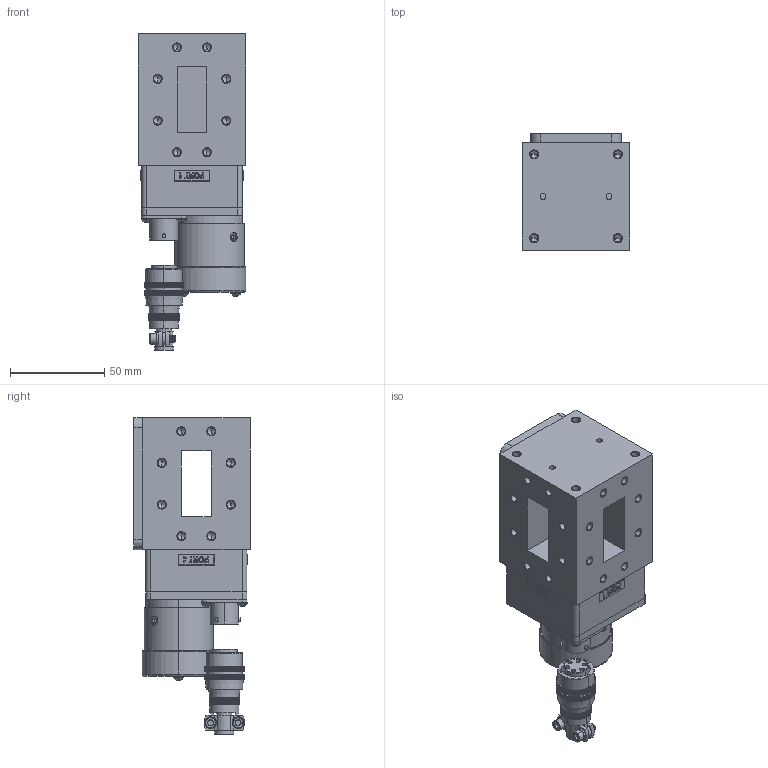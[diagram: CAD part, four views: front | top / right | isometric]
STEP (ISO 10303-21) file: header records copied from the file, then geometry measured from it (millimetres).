
FILE_DESCRIPTION (( 'STEP AP214' ), '1' );
FILE_NAME ('FMWGS6024_3D.step', '2024-02-15T23:36:40', ( '' ), ( '' ), 'SwSTEP 2.0', 'SolidWorks 2022', '' );
FILE_SCHEMA (( 'AUTOMOTIVE_DESIGN' ));
Products named in the file (1): FMWGS6024_3D
Bounding box: 57.15 x 61.72 x 167.75 mm (x, y, z)
Volume: 316435.7 mm3; surface area: 55942.2 mm2
Topology: 2 solids, 14 shells, 8467 faces, 19501 edges, 11156 vertices
Faces by surface type: bspline 5519, cylinder 1893, plane 703, cone 290, torus 46, sphere 16
Entity records: 318844 total; most frequent: CARTESIAN_POINT 189821, ORIENTED_EDGE 38846, EDGE_CURVE 19423, DIRECTION 11827, VERTEX_POINT 11156, EDGE_LOOP 8671, ADVANCED_FACE 8467, FACE_OUTER_BOUND 8467
